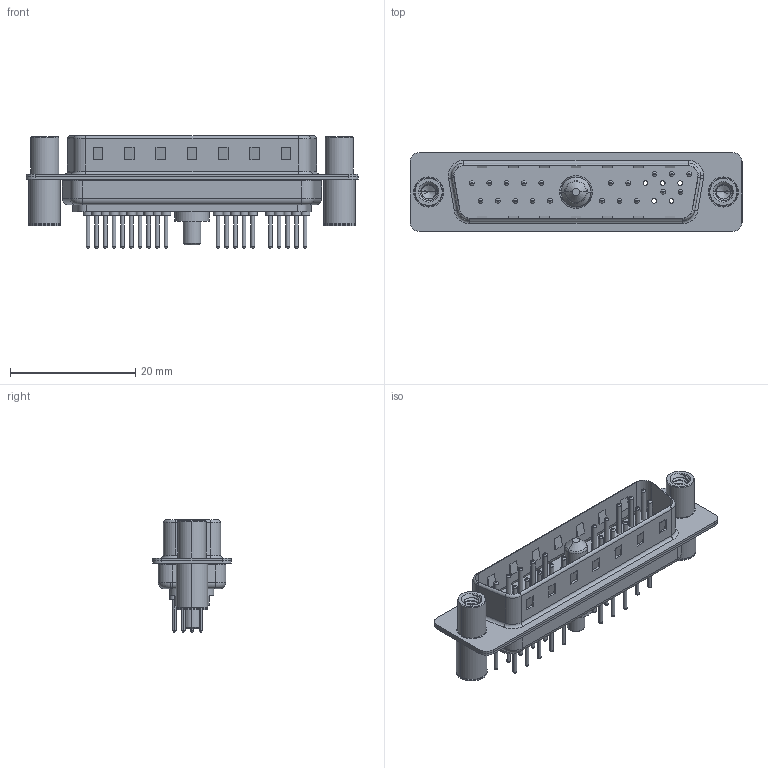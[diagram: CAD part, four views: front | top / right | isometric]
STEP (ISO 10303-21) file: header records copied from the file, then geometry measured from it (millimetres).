
FILE_DESCRIPTION (( 'STEP AP203' ), '1' );
FILE_NAME ('627-21W1224-2T4.STEP', '2019-05-28T00:07:27', ( '' ), ( '' ), 'SwSTEP 2.0', 'SolidWorks 2016', '' );
FILE_SCHEMA (( 'CONFIG_CONTROL_DESIGN' ));
Length unit declared in the file: millimetre
Products named in the file (8): 627Combo Threaded Standoff and Board Spacer_4; 627-21W1224-2T4; 627Combo Shell Rear_25 Contacts; 627Combo Contact Row 1_24; Power Pin_20A S; 627Combo Shell Front_25 Contacts; 627Combo Housing_21W1; 627Combo Contact Row 2_24
Assembly tree (26 placements, depth 2):
  627-21W1224-2T4
    627Combo Housing_21W1
    627Combo Shell Rear_25 Contacts
    627Combo Shell Front_25 Contacts
    627Combo Threaded Standoff and Board Spacer_4  x2
    Power Pin_20A S
    627Combo Contact Row 1_24  x10
    627Combo Contact Row 2_24  x10
Bounding box: 53 x 12.6 x 17.9 mm (x, y, z)
Volume: 3074.5 mm3; surface area: 7356.8 mm2
Topology: 27 solids, 27 shells, 1242 faces, 2748 edges, 1672 vertices
Faces by surface type: cylinder 488, torus 376, plane 327, cone 37, bspline 14
Entity records: 22410 total; most frequent: CARTESIAN_POINT 5548, DIRECTION 3459, ORIENTED_EDGE 3080, EDGE_CURVE 1540, AXIS2_PLACEMENT_3D 1358, VERTEX_POINT 975, EDGE_LOOP 789, VECTOR 743
